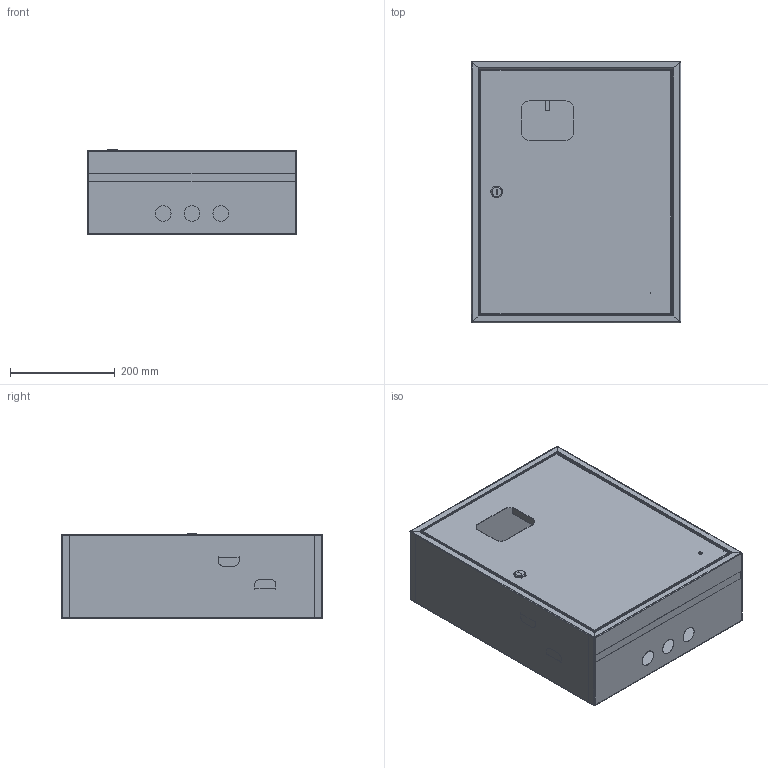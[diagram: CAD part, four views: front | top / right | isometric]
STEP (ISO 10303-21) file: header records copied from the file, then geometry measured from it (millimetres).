
FILE_DESCRIPTION (( 'STEP AP214' ), '1' );
FILE_NAME ('棞蚐 3-24 IP31 (500x400x160) EKF Basic.STEP', '2022-02-06T18:55:05', ( '' ), ( '' ), 'SwSTEP 2.0', 'SolidWorks 2021', '' );
FILE_SCHEMA (( 'AUTOMOTIVE_DESIGN' ));
Length unit declared in the file: millimetre
Products named in the file (30): hex flange nut_din_Hexagon Flange Nut DIN 6923 - M6 - N; Êðîíøòåéí 40õ40; DIN-ðåéêà 120_L=260; ÌÈ-1717.01.03.000 ÑÁ Ñòåíêà çàäíÿÿ â ñáîðå; ÌÈ-1717.01.00.000 ÑÁ Êîðïóñ â ñáîðå; Çàêëåïêà ãàå÷íàÿ Ì4_Œ8; pan head cross recess screw_din_ISO 7045 - M4 x 16 - Z --- 16N; ÌÈ-1716.01.02.001 Ñòåíêà ëåâàÿ; 棞蚐 3-24 IP31 (500x400x160) EKF Basic; ÌÈ-1717.01.02.000 ÑÁ Ñòåíêà ëåâàÿ â ñáîðå; ÌÈ-1717.02.00.000 ÑÁ Äâåðü â ñáîðå; ﾌﾈ-1717.01.01.002 ﾊ煇鳫; ÌÈ-1716.03.00.001 Ïàíåëü ëåâàÿ; ÌÈ-1717.03.00.001 Ïàíåëü ïðàâàÿ; Çàìîê ïî÷òîâûé; 倘-1716.00.00.001 相礤朦 聍弪麒赅; ÌÈ-1717.01.01.001 Ñòåíêà ïðàâàÿ; 昈-1717.00.00.001 赶鎀鍧; ﾌﾈ-1717.02.00.001 ﾄ粢; ÌÈ-1717.04.00.000 Ïàíåëü â ñáîðå; 昈-1717.04.00.001 眈翴錪; ÌÈ-1717.03.00.000 Ïàíåëü ïðàâàÿ â ñáîðå; ÌÈ-1717.01.01.000 ÑÁ Ñòåíêà ïðàâàÿ â ñáîðå; ﾌﾈ-1717.01.03.002 ﾊ煇鳫; ÌÈ-1717.01.03.001 Ñòåíêà çàäíÿÿ; DIN-ðåéêà 360_L=260; Øïèëüêà ïðèâàðíàÿ Ì6õ20; Øïèëüêà Ì6õ12; cross ph tapping 968_din_Screw DIN 968-ST4.2x13-C-H-N; ÌÈ-1716.03.00.000 Ïàíåëü ëåâàÿ â ñáîðå
Assembly tree (58 placements, depth 4):
  棞蚐 3-24 IP31 (500x400x160) EKF Basic
    ÌÈ-1717.01.00.000 ÑÁ Êîðïóñ â ñáîðå
      ÌÈ-1717.01.01.000 ÑÁ Ñòåíêà ïðàâàÿ â ñáîðå
        ÌÈ-1717.01.01.001 Ñòåíêà ïðàâàÿ
        Êðîíøòåéí 40õ40  x5
        Øïèëüêà Ì6õ12
        ﾌﾈ-1717.01.01.002 ﾊ煇鳫
      ÌÈ-1717.01.02.000 ÑÁ Ñòåíêà ëåâàÿ â ñáîðå
        ÌÈ-1716.01.02.001 Ñòåíêà ëåâàÿ
        Êðîíøòåéí 40õ40  x2
      ÌÈ-1717.01.03.000 ÑÁ Ñòåíêà çàäíÿÿ â ñáîðå
        ÌÈ-1717.01.03.001 Ñòåíêà çàäíÿÿ
        Øïèëüêà ïðèâàðíàÿ Ì6õ20  x2
        ﾌﾈ-1717.01.03.002 ﾊ煇鳫
    ÌÈ-1717.02.00.000 ÑÁ Äâåðü â ñáîðå
      ﾌﾈ-1717.02.00.001 ﾄ粢
      Çàêëåïêà ãàå÷íàÿ Ì4_Œ8  x2
      Øïèëüêà Ì6õ12
    hex flange nut_din_Hexagon Flange Nut DIN 6923 - M6 - N  x2
    pan head cross recess screw_din_ISO 7045 - M4 x 16 - Z --- 16N  x2
    DIN-ðåéêà 360_L=260
    cross ph tapping 968_din_Screw DIN 968-ST4.2x13-C-H-N  x18
    ÌÈ-1716.03.00.000 Ïàíåëü ëåâàÿ â ñáîðå
      ÌÈ-1716.03.00.001 Ïàíåëü ëåâàÿ
      Øïèëüêà Ì6õ12
    昈-1717.00.00.001 赶鎀鍧
    ÌÈ-1717.03.00.000 Ïàíåëü ïðàâàÿ â ñáîðå
      ÌÈ-1717.03.00.001 Ïàíåëü ïðàâàÿ
    倘-1716.00.00.001 相礤朦 聍弪麒赅
    ÌÈ-1717.04.00.000 Ïàíåëü â ñáîðå
      昈-1717.04.00.001 眈翴錪
    DIN-ðåéêà 120_L=260
    Çàìîê ïî÷òîâûé
Bounding box: 400 x 500 x 163.6 mm (x, y, z)
Volume: 672333.3 mm3; surface area: 2081078.2 mm2
Topology: 50 solids, 50 shells, 1933 faces, 4849 edges, 3046 vertices
Faces by surface type: plane 1037, cylinder 561, bspline 163, cone 112, sphere 40, torus 20
Entity records: 38590 total; most frequent: CARTESIAN_POINT 11007, ORIENTED_EDGE 5494, DIRECTION 5343, EDGE_CURVE 2747, AXIS2_PLACEMENT_3D 1788, LINE 1767, VECTOR 1767, VERTEX_POINT 1710
